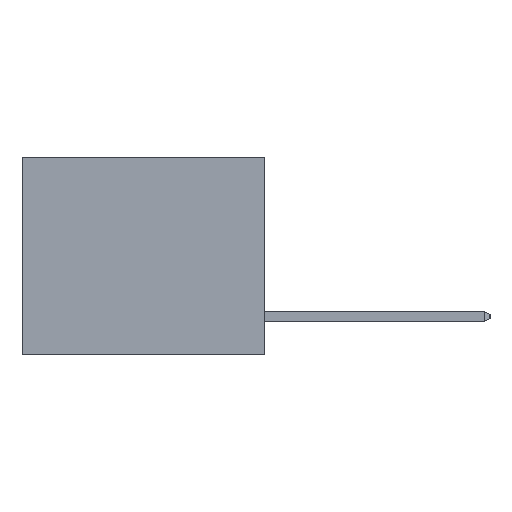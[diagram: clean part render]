
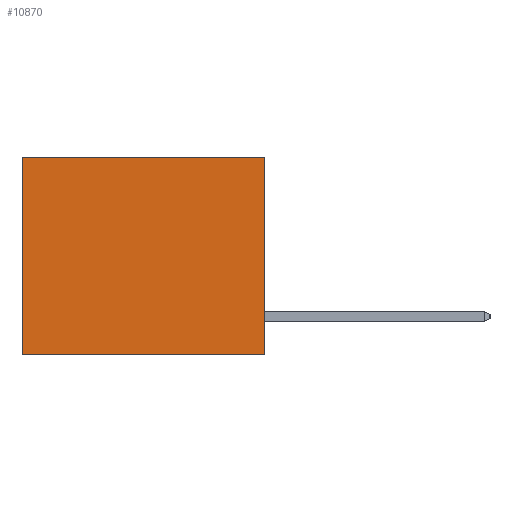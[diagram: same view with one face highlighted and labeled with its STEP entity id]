
A CAD part, left-side view. The second image highlights one B-rep face of the part: STEP entity #10870.
In plain terms, the highlighted planar face has unit normal (-1, 0, 0).
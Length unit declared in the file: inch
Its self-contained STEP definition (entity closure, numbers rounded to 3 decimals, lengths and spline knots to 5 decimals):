
#217 = VERTEX_POINT ( 'NONE', #3440 ) ;
#317 = CARTESIAN_POINT ( 'NONE',  ( 0.3165, 0., -0.49 ) ) ;
#1172 = VECTOR ( 'NONE', #2228, 39.37008 ) ;
#1272 = EDGE_CURVE ( 'NONE', #12262, #217, #5291, .T. ) ;
#1383 = CARTESIAN_POINT ( 'NONE',  ( 0.3165, 0.6, -0.49 ) ) ;
#1661 = VECTOR ( 'NONE', #11681, 39.37008 ) ;
#2228 = DIRECTION ( 'NONE',  ( 0., 0., -1. ) ) ;
#2717 = LINE ( 'NONE', #6584, #10471 ) ;
#3189 = ORIENTED_EDGE ( 'NONE', *, *, #5372, .T. ) ;
#3440 = CARTESIAN_POINT ( 'NONE',  ( 0.3165, 0.6, 0. ) ) ;
#3600 = LINE ( 'NONE', #4370, #1661 ) ;
#4370 = CARTESIAN_POINT ( 'NONE',  ( 0.3165, 0., -0.49 ) ) ;
#4690 = ORIENTED_EDGE ( 'NONE', *, *, #11934, .F. ) ;
#5291 = LINE ( 'NONE', #7350, #11126 ) ;
#5372 = EDGE_CURVE ( 'NONE', #217, #6099, #2717, .T. ) ;
#6002 = CARTESIAN_POINT ( 'NONE',  ( 0.3165, 0., 0. ) ) ;
#6099 = VERTEX_POINT ( 'NONE', #1383 ) ;
#6208 = VERTEX_POINT ( 'NONE', #10085 ) ;
#6580 = EDGE_LOOP ( 'NONE', ( #3189, #12630, #4690, #8137 ) ) ;
#6584 = CARTESIAN_POINT ( 'NONE',  ( 0.3165, 0.6, -0.49 ) ) ;
#6694 = DIRECTION ( 'NONE',  ( 1., 0., 0. ) ) ;
#7332 = FACE_OUTER_BOUND ( 'NONE', #6580, .T. ) ;
#7350 = CARTESIAN_POINT ( 'NONE',  ( 0.3165, 0., 0. ) ) ;
#8137 = ORIENTED_EDGE ( 'NONE', *, *, #1272, .T. ) ;
#9438 = DIRECTION ( 'NONE',  ( 0., 1., 0. ) ) ;
#9665 = PLANE ( 'NONE',  #12881 ) ;
#9761 = CARTESIAN_POINT ( 'NONE',  ( 0.3165, 0., -0.49 ) ) ;
#10085 = CARTESIAN_POINT ( 'NONE',  ( 0.3165, 0., -0.49 ) ) ;
#10471 = VECTOR ( 'NONE', #12769, 39.37008 ) ;
#10756 = DIRECTION ( 'NONE',  ( 0., 0., -1. ) ) ;
#10870 = ADVANCED_FACE ( 'NONE', ( #7332 ), #9665, .F. ) ;
#11126 = VECTOR ( 'NONE', #9438, 39.37008 ) ;
#11681 = DIRECTION ( 'NONE',  ( 0., 1., 0. ) ) ;
#11934 = EDGE_CURVE ( 'NONE', #12262, #6208, #12959, .T. ) ;
#12262 = VERTEX_POINT ( 'NONE', #6002 ) ;
#12479 = EDGE_CURVE ( 'NONE', #6208, #6099, #3600, .T. ) ;
#12630 = ORIENTED_EDGE ( 'NONE', *, *, #12479, .F. ) ;
#12769 = DIRECTION ( 'NONE',  ( 0., 0., -1. ) ) ;
#12881 = AXIS2_PLACEMENT_3D ( 'NONE', #9761, #6694, #10756 ) ;
#12959 = LINE ( 'NONE', #317, #1172 ) ;
